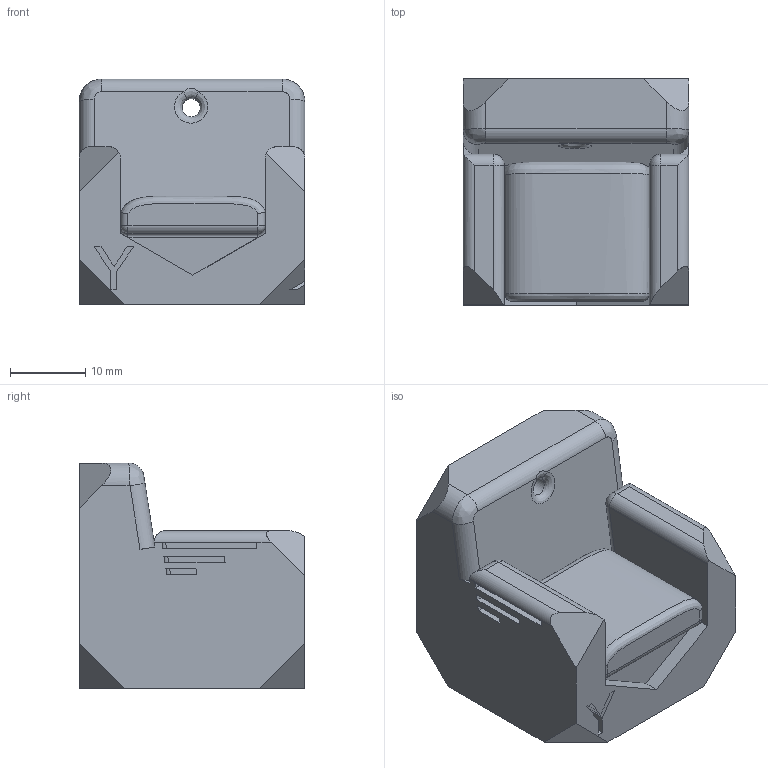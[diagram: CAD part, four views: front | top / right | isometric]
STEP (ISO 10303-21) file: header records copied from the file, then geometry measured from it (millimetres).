
FILE_DESCRIPTION(/* description */ ('STEP AP242','CAx-IF Rec.Pracs.---Representation and Presentation of Product Manufacturing Information (PMI)---4.0---2014-10-13','CAx-IF Rec.Pracs.---3D Tessellated Geometry---0.4---2014-09-14','2;1'),/* implementation_level */ '2;1');
FILE_NAME(/* name */ '656adce919fd5c21fab83ccf',/* time_stamp */ '2023-12-02T07:29:46Z',/* author */ (''),/* organization */ (''),/* preprocessor_version */ 'ST-DEVELOPER v19.4',/* originating_system */ ' ',/* authorisation */ ' ');
FILE_SCHEMA (('AP242_MANAGED_MODEL_BASED_3D_ENGINEERING_MIM_LF { 1 0 10303 442 1 1 4 }'));
Length unit declared in the file: metre
Products named in the file (1): Voron_Design_Cube_v8
Bounding box: 30 x 30 x 30 mm (x, y, z)
Volume: 16613.5 mm3; surface area: 6259.3 mm2
Topology: 1 solids, 1 shells, 355 faces, 1020 edges, 668 vertices
Faces by surface type: cylinder 197, plane 142, bspline 7, sphere 4, cone 3, torus 2
Full cylindrical faces by diameter (mm): 2.4 x1, 11.3 x1, 15.3 x1
Entity records: 12113 total; most frequent: CARTESIAN_POINT 2496, DIRECTION 2099, ORIENTED_EDGE 2018, EDGE_CURVE 1009, AXIS2_PLACEMENT_3D 763, VERTEX_POINT 666, LINE 573, VECTOR 573
